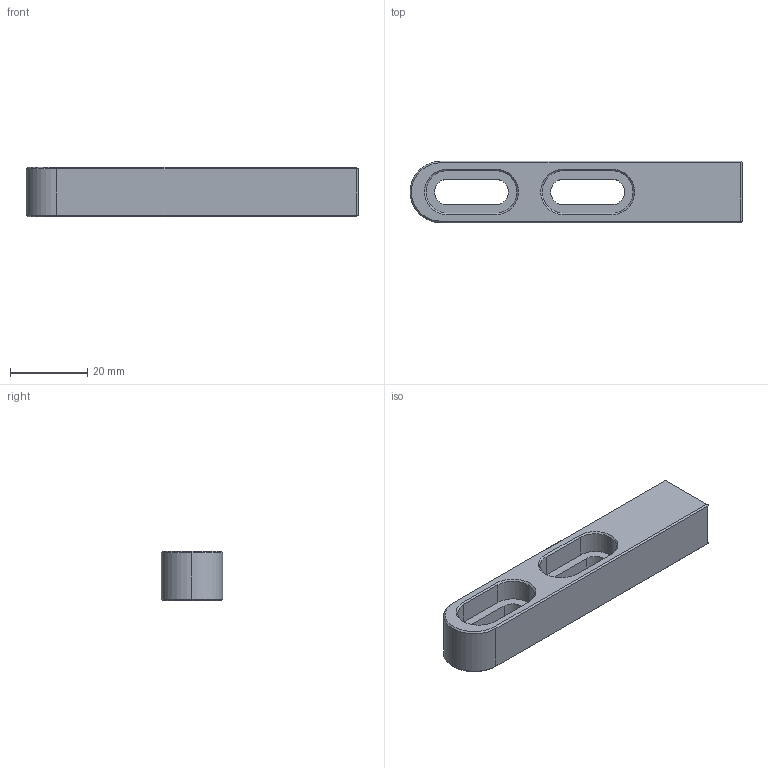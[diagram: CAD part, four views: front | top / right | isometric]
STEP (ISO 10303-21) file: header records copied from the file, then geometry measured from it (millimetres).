
FILE_DESCRIPTION (( 'STEP AP214' ), '1' );
FILE_NAME ('IS-001.STEP', '2024-11-10T19:13:06', ( '' ), ( '' ), 'SwSTEP 2.0', 'SolidWorks 2024', '' );
FILE_SCHEMA (( 'AUTOMOTIVE_DESIGN' ));
Length unit declared in the file: inch
Products named in the file (1): IS-001
Bounding box: 85.72 x 15.88 x 12.7 mm (x, y, z)
Volume: 12387.9 mm3; surface area: 6026.5 mm2
Topology: 1 solids, 1 shells, 69 faces, 161 edges, 91 vertices
Faces by surface type: plane 29, cone 22, cylinder 18
Entity records: 1922 total; most frequent: DIRECTION 349, CARTESIAN_POINT 316, ORIENTED_EDGE 310, EDGE_CURVE 155, AXIS2_PLACEMENT_3D 124, VECTOR 101, LINE 101, VERTEX_POINT 91
